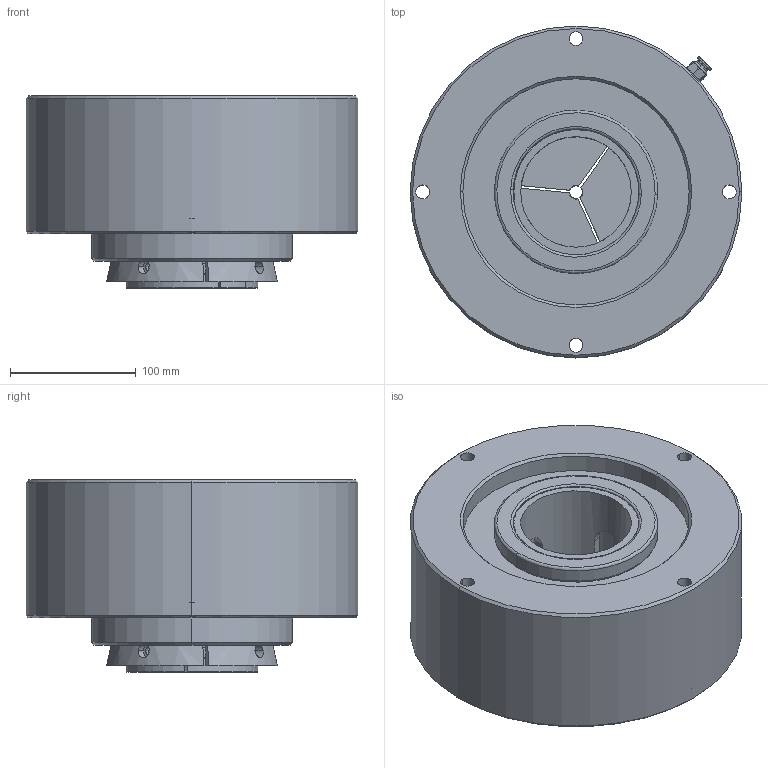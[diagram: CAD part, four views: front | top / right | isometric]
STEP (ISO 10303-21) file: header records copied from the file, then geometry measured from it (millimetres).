
FILE_DESCRIPTION (( 'STEP AP214' ), '1' );
FILE_NAME ('DHS-90+C-90.STEP', '2023-12-16T02:30:11', ( '' ), ( '' ), 'SwSTEP 2.0', 'SolidWorks 2023', '' );
FILE_SCHEMA (( 'AUTOMOTIVE_DESIGN' ));
Length unit declared in the file: millimetre
Products named in the file (7): DHS-90  锁套; DHS-90+C-90; C-90 三开; GXL-90 大筒夹; DHS-90; SHF-90; M12 气嘴
Assembly tree (7 placements, depth 3):
  DHS-90+C-90
    DHS-90
      SHF-90
      M12 气嘴  x2
      GXL-90 大筒夹
      DHS-90  锁套
    C-90 三开
Bounding box: 264 x 264 x 153.17 mm (x, y, z)
Volume: 5555873.3 mm3; surface area: 418003.7 mm2
Topology: 8 solids, 8 shells, 536 faces, 1356 edges, 802 vertices
Faces by surface type: cylinder 242, plane 141, bspline 57, cone 52, sphere 28, torus 16
Entity records: 23823 total; most frequent: CARTESIAN_POINT 12033, ORIENTED_EDGE 2048, DIRECTION 1916, EDGE_CURVE 1024, AXIS2_PLACEMENT_3D 747, VERTEX_POINT 640, EDGE_LOOP 446, VECTOR 422
